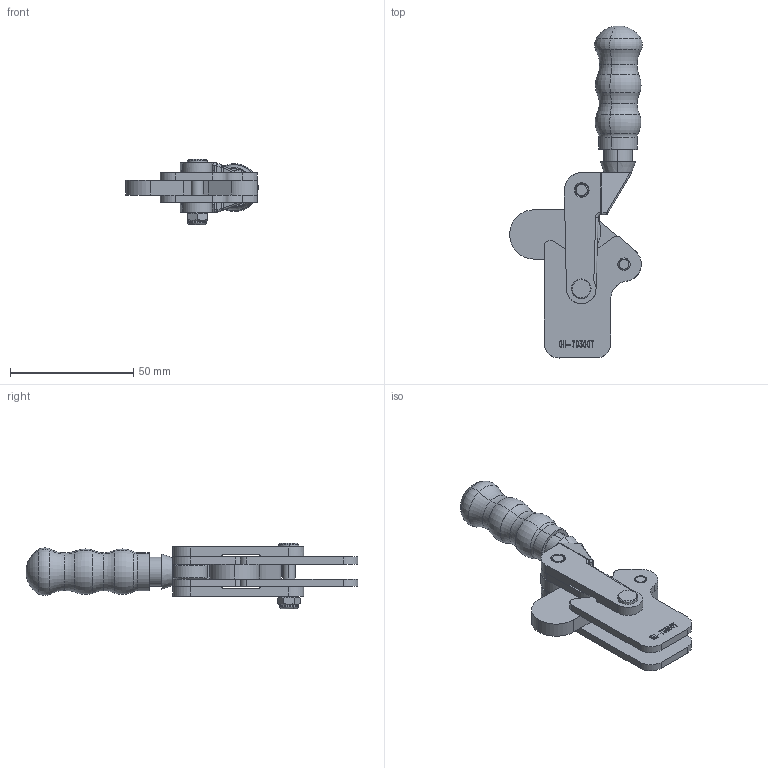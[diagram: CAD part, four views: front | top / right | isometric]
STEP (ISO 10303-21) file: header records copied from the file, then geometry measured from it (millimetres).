
FILE_DESCRIPTION (( 'STEP AP203' ), '1' );
FILE_NAME ('CH-70300T.STEP', '2017-12-08T03:38:31', ( 'Windows' ), ( 'Microsoft' ), 'SwSTEP 2.0', 'SolidWorks 2015', '' );
FILE_SCHEMA (( 'CONFIG_CONTROL_DESIGN' ));
Length unit declared in the file: millimetre
Products named in the file (12): 傻郋粣; 蹟裝; 盓殤1; 酗郋粣; 盓殤2; 滅蹟; 標撿极; CH-70300T; 綵竄杶; 揤參; 蟀裝; 路杶
Assembly tree (13 placements, depth 2):
  CH-70300T
    盓殤1
    盓殤2
    標撿极
    綵竄杶
    揤參
    蟀裝  x2
    路杶
    傻郋粣  x2
    蹟裝
    酗郋粣
    滅蹟
Bounding box: 53.75 x 134.44 x 26.5 mm (x, y, z)
Volume: 35379.4 mm3; surface area: 25316.1 mm2
Topology: 13 solids, 13 shells, 714 faces, 1818 edges, 1157 vertices
Faces by surface type: plane 293, bspline 167, cylinder 126, cone 76, torus 46, sphere 6
Entity records: 30287 total; most frequent: CARTESIAN_POINT 13162, ORIENTED_EDGE 3506, DIRECTION 2845, EDGE_CURVE 1753, VERTEX_POINT 1121, LINE 1029, VECTOR 1029, AXIS2_PLACEMENT_3D 908
